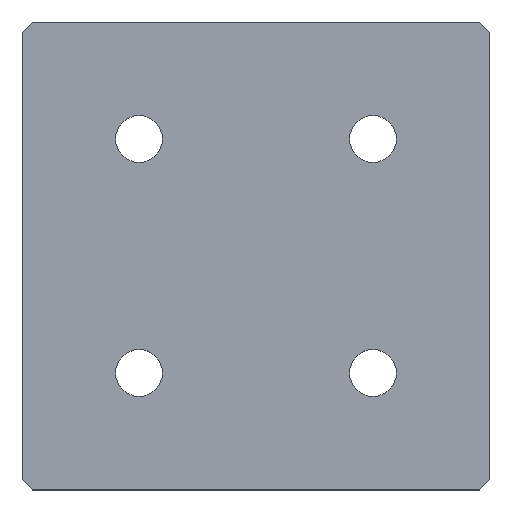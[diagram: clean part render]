
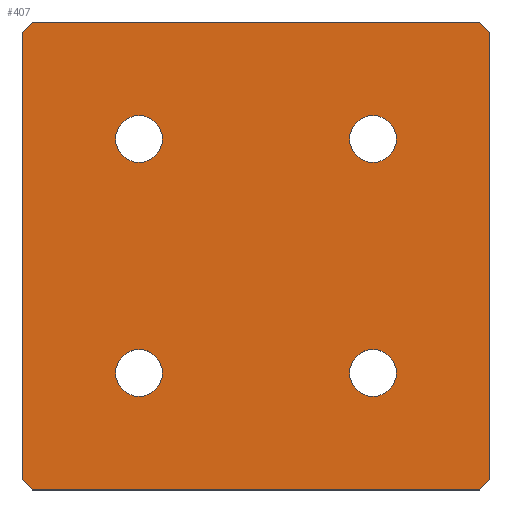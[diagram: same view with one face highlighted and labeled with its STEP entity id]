
A CAD part, top view. The second image highlights one B-rep face of the part: STEP entity #407.
In plain terms, the highlighted planar face has unit normal (0, 0, 1).
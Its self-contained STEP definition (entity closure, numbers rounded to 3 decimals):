
#5 = VERTEX_POINT ( 'NONE', #44 ) ;
#6 = CIRCLE ( 'NONE', #169, 4.5 ) ;
#7 = AXIS2_PLACEMENT_3D ( 'NONE', #20, #472, #27 ) ;
#11 = DIRECTION ( 'NONE',  ( -1., 0., 0. ) ) ;
#14 = EDGE_CURVE ( 'NONE', #510, #479, #277, .T. ) ;
#15 = ORIENTED_EDGE ( 'NONE', *, *, #234, .F. ) ;
#17 = CARTESIAN_POINT ( 'NONE',  ( 27., 22.5, 2. ) ) ;
#19 = EDGE_CURVE ( 'NONE', #615, #215, #106, .T. ) ;
#20 = CARTESIAN_POINT ( 'NONE',  ( -22.5, -22.5, 2. ) ) ;
#27 = DIRECTION ( 'NONE',  ( 1., 0., 0. ) ) ;
#32 = CARTESIAN_POINT ( 'NONE',  ( 45., -43., 2. ) ) ;
#34 = LINE ( 'NONE', #133, #275 ) ;
#39 = AXIS2_PLACEMENT_3D ( 'NONE', #582, #45, #484 ) ;
#43 = EDGE_CURVE ( 'NONE', #262, #196, #527, .T. ) ;
#44 = CARTESIAN_POINT ( 'NONE',  ( -43., 45., 2. ) ) ;
#45 = DIRECTION ( 'NONE',  ( 0., 0., 1. ) ) ;
#52 = LINE ( 'NONE', #532, #293 ) ;
#53 = VERTEX_POINT ( 'NONE', #350 ) ;
#56 = DIRECTION ( 'NONE',  ( 1., 0., 0. ) ) ;
#66 = EDGE_CURVE ( 'NONE', #498, #510, #347, .T. ) ;
#72 = DIRECTION ( 'NONE',  ( -0.707, -0.707, 0. ) ) ;
#80 = ORIENTED_EDGE ( 'NONE', *, *, #66, .T. ) ;
#85 = PLANE ( 'NONE',  #213 ) ;
#89 = AXIS2_PLACEMENT_3D ( 'NONE', #217, #562, #602 ) ;
#93 = FACE_BOUND ( 'NONE', #580, .T. ) ;
#94 = CARTESIAN_POINT ( 'NONE',  ( -45., -45., 2. ) ) ;
#98 = EDGE_CURVE ( 'NONE', #215, #615, #263, .T. ) ;
#106 = CIRCLE ( 'NONE', #251, 4.5 ) ;
#110 = VERTEX_POINT ( 'NONE', #391 ) ;
#111 = CARTESIAN_POINT ( 'NONE',  ( 22.5, -22.5, 2. ) ) ;
#114 = ORIENTED_EDGE ( 'NONE', *, *, #127, .T. ) ;
#117 = EDGE_LOOP ( 'NONE', ( #410, #501, #173, #282, #80, #210, #114, #253 ) ) ;
#120 = EDGE_CURVE ( 'NONE', #53, #204, #422, .T. ) ;
#121 = ORIENTED_EDGE ( 'NONE', *, *, #271, .F. ) ;
#124 = VERTEX_POINT ( 'NONE', #296 ) ;
#127 = EDGE_CURVE ( 'NONE', #479, #5, #52, .T. ) ;
#133 = CARTESIAN_POINT ( 'NONE',  ( -43., -45., 2. ) ) ;
#135 = CARTESIAN_POINT ( 'NONE',  ( 0., 0., 2. ) ) ;
#140 = DIRECTION ( 'NONE',  ( 1., 0., 0. ) ) ;
#142 = CARTESIAN_POINT ( 'NONE',  ( -45., -45., 2. ) ) ;
#148 = DIRECTION ( 'NONE',  ( 0., 1., 0. ) ) ;
#153 = CARTESIAN_POINT ( 'NONE',  ( 43., 45., 2. ) ) ;
#156 = VECTOR ( 'NONE', #56, 1000. ) ;
#159 = DIRECTION ( 'NONE',  ( 1., 0., 0. ) ) ;
#169 = AXIS2_PLACEMENT_3D ( 'NONE', #598, #266, #257 ) ;
#173 = ORIENTED_EDGE ( 'NONE', *, *, #43, .T. ) ;
#186 = EDGE_CURVE ( 'NONE', #453, #124, #388, .T. ) ;
#188 = VECTOR ( 'NONE', #220, 1000. ) ;
#194 = CARTESIAN_POINT ( 'NONE',  ( -22.5, 22.5, 2. ) ) ;
#196 = VERTEX_POINT ( 'NONE', #272 ) ;
#202 = EDGE_CURVE ( 'NONE', #5, #453, #214, .T. ) ;
#204 = VERTEX_POINT ( 'NONE', #17 ) ;
#207 = ORIENTED_EDGE ( 'NONE', *, *, #19, .F. ) ;
#210 = ORIENTED_EDGE ( 'NONE', *, *, #14, .T. ) ;
#213 = AXIS2_PLACEMENT_3D ( 'NONE', #135, #470, #425 ) ;
#214 = LINE ( 'NONE', #312, #274 ) ;
#215 = VERTEX_POINT ( 'NONE', #452 ) ;
#217 = CARTESIAN_POINT ( 'NONE',  ( 22.5, -22.5, 2. ) ) ;
#220 = DIRECTION ( 'NONE',  ( 0., -1., 0. ) ) ;
#228 = DIRECTION ( 'NONE',  ( -0.707, 0.707, 0. ) ) ;
#234 = EDGE_CURVE ( 'NONE', #204, #53, #6, .T. ) ;
#235 = CARTESIAN_POINT ( 'NONE',  ( 43., 45., 2. ) ) ;
#251 = AXIS2_PLACEMENT_3D ( 'NONE', #566, #379, #329 ) ;
#253 = ORIENTED_EDGE ( 'NONE', *, *, #202, .T. ) ;
#257 = DIRECTION ( 'NONE',  ( 1., 0., 0. ) ) ;
#262 = VERTEX_POINT ( 'NONE', #459 ) ;
#263 = CIRCLE ( 'NONE', #285, 4.5 ) ;
#266 = DIRECTION ( 'NONE',  ( 0., 0., 1. ) ) ;
#268 = DIRECTION ( 'NONE',  ( 0., 0., 1. ) ) ;
#271 = EDGE_CURVE ( 'NONE', #345, #370, #354, .T. ) ;
#272 = CARTESIAN_POINT ( 'NONE',  ( 43., -45., 2. ) ) ;
#274 = VECTOR ( 'NONE', #72, 1000. ) ;
#275 = VECTOR ( 'NONE', #530, 1000. ) ;
#276 = FACE_OUTER_BOUND ( 'NONE', #117, .T. ) ;
#277 = LINE ( 'NONE', #235, #314 ) ;
#281 = FACE_BOUND ( 'NONE', #478, .T. ) ;
#282 = ORIENTED_EDGE ( 'NONE', *, *, #444, .T. ) ;
#285 = AXIS2_PLACEMENT_3D ( 'NONE', #194, #538, #140 ) ;
#293 = VECTOR ( 'NONE', #11, 1000. ) ;
#295 = FACE_BOUND ( 'NONE', #336, .T. ) ;
#296 = CARTESIAN_POINT ( 'NONE',  ( -45., -43., 2. ) ) ;
#307 = DIRECTION ( 'NONE',  ( 1., 0., 0. ) ) ;
#312 = CARTESIAN_POINT ( 'NONE',  ( -45., 43., 2. ) ) ;
#314 = VECTOR ( 'NONE', #228, 1000. ) ;
#319 = CARTESIAN_POINT ( 'NONE',  ( -27., 22.5, 2. ) ) ;
#329 = DIRECTION ( 'NONE',  ( 1., 0., 0. ) ) ;
#336 = EDGE_LOOP ( 'NONE', ( #595, #207 ) ) ;
#345 = VERTEX_POINT ( 'NONE', #612 ) ;
#347 = LINE ( 'NONE', #449, #603 ) ;
#350 = CARTESIAN_POINT ( 'NONE',  ( 18., 22.5, 2. ) ) ;
#354 = CIRCLE ( 'NONE', #507, 4.5 ) ;
#356 = ORIENTED_EDGE ( 'NONE', *, *, #508, .F. ) ;
#359 = CARTESIAN_POINT ( 'NONE',  ( -22.5, -22.5, 2. ) ) ;
#370 = VERTEX_POINT ( 'NONE', #522 ) ;
#379 = DIRECTION ( 'NONE',  ( 0., 0., 1. ) ) ;
#388 = LINE ( 'NONE', #142, #188 ) ;
#391 = CARTESIAN_POINT ( 'NONE',  ( 27., -22.5, 2. ) ) ;
#399 = CARTESIAN_POINT ( 'NONE',  ( 45., -43., 2. ) ) ;
#404 = EDGE_CURVE ( 'NONE', #124, #262, #34, .T. ) ;
#407 = ADVANCED_FACE ( 'NONE', ( #295, #473, #93, #281, #276 ), #85, .F. ) ;
#410 = ORIENTED_EDGE ( 'NONE', *, *, #186, .T. ) ;
#413 = VERTEX_POINT ( 'NONE', #486 ) ;
#422 = CIRCLE ( 'NONE', #39, 4.5 ) ;
#423 = AXIS2_PLACEMENT_3D ( 'NONE', #111, #505, #307 ) ;
#425 = DIRECTION ( 'NONE',  ( -1., 0., 0. ) ) ;
#427 = DIRECTION ( 'NONE',  ( 0.707, 0.707, 0. ) ) ;
#444 = EDGE_CURVE ( 'NONE', #196, #498, #482, .T. ) ;
#449 = CARTESIAN_POINT ( 'NONE',  ( 45., -45., 2. ) ) ;
#452 = CARTESIAN_POINT ( 'NONE',  ( -18., 22.5, 2. ) ) ;
#453 = VERTEX_POINT ( 'NONE', #533 ) ;
#459 = CARTESIAN_POINT ( 'NONE',  ( -43., -45., 2. ) ) ;
#460 = ORIENTED_EDGE ( 'NONE', *, *, #120, .F. ) ;
#470 = DIRECTION ( 'NONE',  ( 0., 0., -1. ) ) ;
#472 = DIRECTION ( 'NONE',  ( 0., 0., 1. ) ) ;
#473 = FACE_BOUND ( 'NONE', #474, .T. ) ;
#474 = EDGE_LOOP ( 'NONE', ( #15, #460 ) ) ;
#478 = EDGE_LOOP ( 'NONE', ( #577, #356 ) ) ;
#479 = VERTEX_POINT ( 'NONE', #153 ) ;
#482 = LINE ( 'NONE', #32, #627 ) ;
#484 = DIRECTION ( 'NONE',  ( 1., 0., 0. ) ) ;
#486 = CARTESIAN_POINT ( 'NONE',  ( 18., -22.5, 2. ) ) ;
#495 = CIRCLE ( 'NONE', #89, 4.5 ) ;
#498 = VERTEX_POINT ( 'NONE', #399 ) ;
#501 = ORIENTED_EDGE ( 'NONE', *, *, #404, .T. ) ;
#502 = CARTESIAN_POINT ( 'NONE',  ( 45., 43., 2. ) ) ;
#505 = DIRECTION ( 'NONE',  ( 0., 0., 1. ) ) ;
#507 = AXIS2_PLACEMENT_3D ( 'NONE', #359, #268, #159 ) ;
#508 = EDGE_CURVE ( 'NONE', #413, #110, #509, .T. ) ;
#509 = CIRCLE ( 'NONE', #423, 4.5 ) ;
#510 = VERTEX_POINT ( 'NONE', #502 ) ;
#522 = CARTESIAN_POINT ( 'NONE',  ( -27., -22.5, 2. ) ) ;
#526 = CIRCLE ( 'NONE', #7, 4.5 ) ;
#527 = LINE ( 'NONE', #94, #156 ) ;
#530 = DIRECTION ( 'NONE',  ( 0.707, -0.707, 0. ) ) ;
#532 = CARTESIAN_POINT ( 'NONE',  ( -45., 45., 2. ) ) ;
#533 = CARTESIAN_POINT ( 'NONE',  ( -45., 43., 2. ) ) ;
#538 = DIRECTION ( 'NONE',  ( 0., 0., 1. ) ) ;
#562 = DIRECTION ( 'NONE',  ( 0., 0., 1. ) ) ;
#566 = CARTESIAN_POINT ( 'NONE',  ( -22.5, 22.5, 2. ) ) ;
#577 = ORIENTED_EDGE ( 'NONE', *, *, #604, .F. ) ;
#580 = EDGE_LOOP ( 'NONE', ( #121, #625 ) ) ;
#582 = CARTESIAN_POINT ( 'NONE',  ( 22.5, 22.5, 2. ) ) ;
#595 = ORIENTED_EDGE ( 'NONE', *, *, #98, .F. ) ;
#598 = CARTESIAN_POINT ( 'NONE',  ( 22.5, 22.5, 2. ) ) ;
#602 = DIRECTION ( 'NONE',  ( 1., 0., 0. ) ) ;
#603 = VECTOR ( 'NONE', #148, 1000. ) ;
#604 = EDGE_CURVE ( 'NONE', #110, #413, #495, .T. ) ;
#612 = CARTESIAN_POINT ( 'NONE',  ( -18., -22.5, 2. ) ) ;
#615 = VERTEX_POINT ( 'NONE', #319 ) ;
#619 = EDGE_CURVE ( 'NONE', #370, #345, #526, .T. ) ;
#625 = ORIENTED_EDGE ( 'NONE', *, *, #619, .F. ) ;
#627 = VECTOR ( 'NONE', #427, 1000. ) ;
